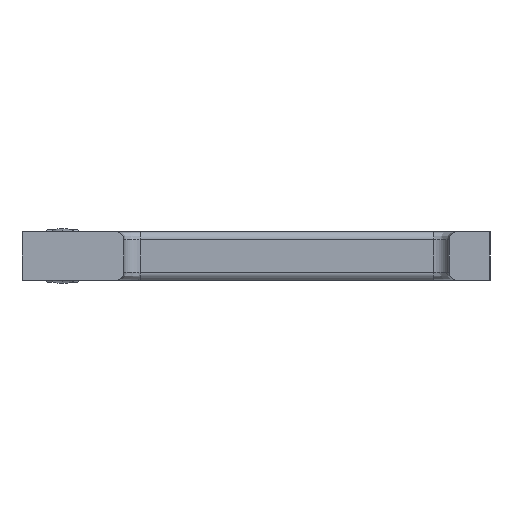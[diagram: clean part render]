
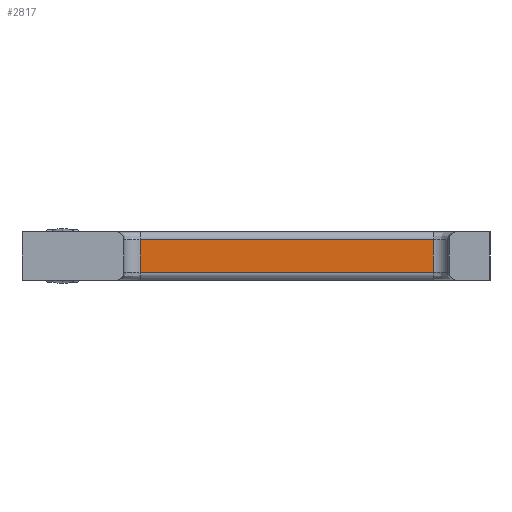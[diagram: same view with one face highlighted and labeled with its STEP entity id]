
A CAD part, left-side view. The second image highlights one B-rep face of the part: STEP entity #2817.
In plain terms, the highlighted planar face has unit normal (-1, 0, 0).
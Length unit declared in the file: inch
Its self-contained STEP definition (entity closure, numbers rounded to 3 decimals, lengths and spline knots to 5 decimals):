
#33 = LINE ( 'NONE', #1036, #1245 ) ;
#237 = VERTEX_POINT ( 'NONE', #931 ) ;
#255 = EDGE_CURVE ( 'NONE', #237, #2456, #1038, .T. ) ;
#303 = FACE_OUTER_BOUND ( 'NONE', #1025, .T. ) ;
#435 = ORIENTED_EDGE ( 'NONE', *, *, #255, .T. ) ;
#618 = PLANE ( 'NONE',  #1773 ) ;
#783 = DIRECTION ( 'NONE',  ( 0., 1., 0. ) ) ;
#931 = CARTESIAN_POINT ( 'NONE',  ( 2.12598, -3.58268, -0.15748 ) ) ;
#932 = EDGE_CURVE ( 'NONE', #2048, #2456, #1817, .T. ) ;
#1025 = EDGE_LOOP ( 'NONE', ( #1177, #2295, #3170, #435 ) ) ;
#1036 = CARTESIAN_POINT ( 'NONE',  ( 2.12598, -0.74803, -0.15748 ) ) ;
#1038 = LINE ( 'NONE', #2208, #3033 ) ;
#1058 = CARTESIAN_POINT ( 'NONE',  ( 2.12598, -0.74803, 0.15748 ) ) ;
#1119 = VECTOR ( 'NONE', #1271, 39.37008 ) ;
#1177 = ORIENTED_EDGE ( 'NONE', *, *, #932, .F. ) ;
#1210 = CARTESIAN_POINT ( 'NONE',  ( 2.12598, -0.74803, -0.15748 ) ) ;
#1245 = VECTOR ( 'NONE', #783, 39.37008 ) ;
#1271 = DIRECTION ( 'NONE',  ( 0., -1., 0. ) ) ;
#1355 = DIRECTION ( 'NONE',  ( 1., 0., 0. ) ) ;
#1396 = EDGE_CURVE ( 'NONE', #237, #2279, #33, .T. ) ;
#1464 = EDGE_CURVE ( 'NONE', #2048, #2279, #3284, .T. ) ;
#1507 = CARTESIAN_POINT ( 'NONE',  ( 2.12598, -3.58268, 0.15748 ) ) ;
#1530 = CARTESIAN_POINT ( 'NONE',  ( 2.12598, -3.58268, 0.15748 ) ) ;
#1773 = AXIS2_PLACEMENT_3D ( 'NONE', #1870, #1355, #2693 ) ;
#1817 = LINE ( 'NONE', #1507, #1119 ) ;
#1870 = CARTESIAN_POINT ( 'NONE',  ( 2.12598, -0.74803, 0.23622 ) ) ;
#2048 = VERTEX_POINT ( 'NONE', #1058 ) ;
#2208 = CARTESIAN_POINT ( 'NONE',  ( 2.12598, -3.58268, 0.23622 ) ) ;
#2279 = VERTEX_POINT ( 'NONE', #1210 ) ;
#2295 = ORIENTED_EDGE ( 'NONE', *, *, #1464, .T. ) ;
#2385 = CARTESIAN_POINT ( 'NONE',  ( 2.12598, -0.74803, 0.23622 ) ) ;
#2456 = VERTEX_POINT ( 'NONE', #1530 ) ;
#2498 = DIRECTION ( 'NONE',  ( 0., 0., 1. ) ) ;
#2693 = DIRECTION ( 'NONE',  ( 0., 0., -1. ) ) ;
#2817 = ADVANCED_FACE ( 'NONE', ( #303 ), #618, .F. ) ;
#2904 = DIRECTION ( 'NONE',  ( 0., 0., -1. ) ) ;
#3033 = VECTOR ( 'NONE', #2498, 39.37008 ) ;
#3169 = VECTOR ( 'NONE', #2904, 39.37008 ) ;
#3170 = ORIENTED_EDGE ( 'NONE', *, *, #1396, .F. ) ;
#3284 = LINE ( 'NONE', #2385, #3169 ) ;
